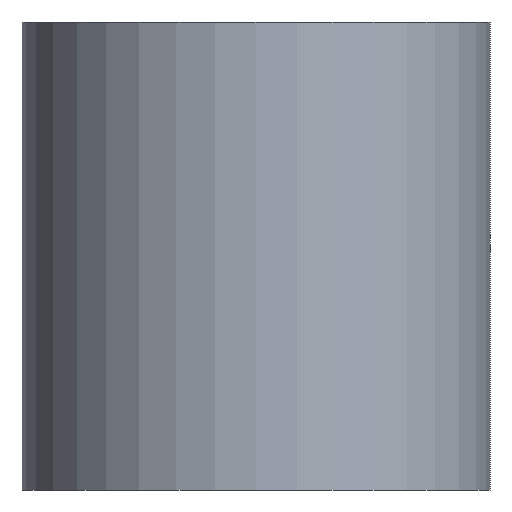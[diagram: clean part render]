
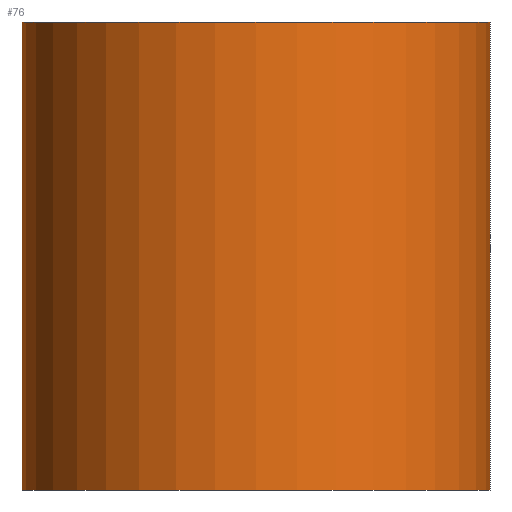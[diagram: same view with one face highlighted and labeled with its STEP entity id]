
A CAD part, front view. The second image highlights one B-rep face of the part: STEP entity #76.
In plain terms, the highlighted cylindrical face has radius 0.5 mm (diameter 1 mm), a partial arc.
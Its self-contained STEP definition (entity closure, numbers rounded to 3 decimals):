
#1=CARTESIAN_POINT('POINT1',(0.5,0.,-26.1));
#2=VERTEX_POINT('VERTEX1',#1);
#3=CARTESIAN_POINT('POINT2',(-0.5,0.,-26.1));
#4=VERTEX_POINT('VERTEX2',#3);
#5=CARTESIAN_POINT('POS1',(0.,0.,-26.1));
#6=DIRECTION('DIR1',(0.,0.,-1.));
#7=DIRECTION('DIR2',(1.,0.,0.));
#8=AXIS2_PLACEMENT_3D('AXIS1',#5,#6,#7);
#9=CIRCLE('ELLIPSE1',#8,0.5);
#10=EDGE_CURVE('EDGE1',#2,#4,#9,.T.);
#27=CARTESIAN_POINT('POINT3',(0.5,0.,-25.1));
#28=VERTEX_POINT('VERTEX3',#27);
#29=CARTESIAN_POINT('POS4',(0.5,0.,-25.1));
#30=DIRECTION('DIR7',(0.,0.,-1.));
#31=VECTOR('VEC1',#30,1.);
#32=LINE('STRAIGHT1',#29,#31);
#33=EDGE_CURVE('EDGE3',#28,#2,#32,.T.);
#36=CARTESIAN_POINT('POINT4',(-0.5,0.,-25.1));
#37=VERTEX_POINT('VERTEX4',#36);
#38=CARTESIAN_POINT('POS5',(-0.5,0.,-25.1));
#39=DIRECTION('DIR8',(0.,0.,-1.));
#40=VECTOR('VEC2',#39,1.);
#41=LINE('STRAIGHT2',#38,#40);
#42=EDGE_CURVE('EDGE4',#37,#4,#41,.T.);
#59=ORIENTED_EDGE('COEDGE7',*,*,#42,.T.);
#60=ORIENTED_EDGE('COEDGE8',*,*,#10,.F.);
#61=ORIENTED_EDGE('COEDGE9',*,*,#33,.F.);
#62=CARTESIAN_POINT('POS8',(0.,0.,-25.1));
#63=DIRECTION('DIR13',(0.,0.,-1.));
#64=DIRECTION('DIR14',(1.,0.,0.));
#65=AXIS2_PLACEMENT_3D('AXIS6',#62,#63,#64);
#66=CIRCLE('ELLIPSE4',#65,0.5);
#67=EDGE_CURVE('EDGE6',#28,#37,#66,.T.);
#68=ORIENTED_EDGE('COEDGE10',*,*,#67,.T.);
#69=EDGE_LOOP('NONE',(#59,#60,#61,#68));
#70=FACE_BOUND('LOOP1',#69,.T.);
#71=CARTESIAN_POINT('POS9',(0.,0.,-25.1));
#72=DIRECTION('DIR15',(0.,0.,-1.));
#73=DIRECTION('DIR16',(-1.,0.,0.));
#74=AXIS2_PLACEMENT_3D('AXIS7',#71,#72,#73);
#75=CYLINDRICAL_SURFACE('CONE_SURF2',#74,0.5);
#76=ADVANCED_FACE('FACE3',(#70),#75,.T.);
